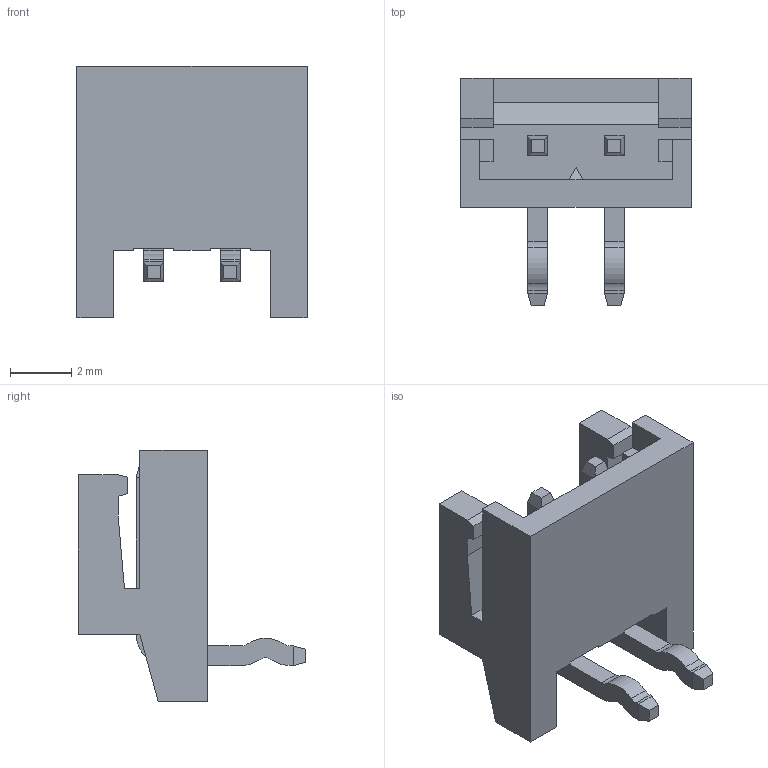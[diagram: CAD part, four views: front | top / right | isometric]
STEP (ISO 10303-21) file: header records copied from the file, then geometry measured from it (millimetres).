
FILE_DESCRIPTION (( 'STEP AP214' ), '1' );
FILE_NAME ('S2B-EH.STEP', '2023-10-06T07:52:47', ( '' ), ( '' ), 'SwSTEP 2.0', 'SolidWorks 2021', '' );
FILE_SCHEMA (( 'AUTOMOTIVE_DESIGN' ));
Length unit declared in the file: millimetre
Products named in the file (3): S2B-EH; SxB-EH body_2; Pin 1
Assembly tree (3 placements, depth 2):
  S2B-EH
    SxB-EH body_2
    Pin 1  x2
Bounding box: 7.5 x 7.4 x 8.2 mm (x, y, z)
Volume: 112.2 mm3; surface area: 331.7 mm2
Topology: 3 solids, 3 shells, 112 faces, 298 edges, 192 vertices
Faces by surface type: plane 96, cylinder 16
Entity records: 2784 total; most frequent: CARTESIAN_POINT 478, ORIENTED_EDGE 468, DIRECTION 434, EDGE_CURVE 234, VECTOR 218, LINE 218, VERTEX_POINT 152, AXIS2_PLACEMENT_3D 108
